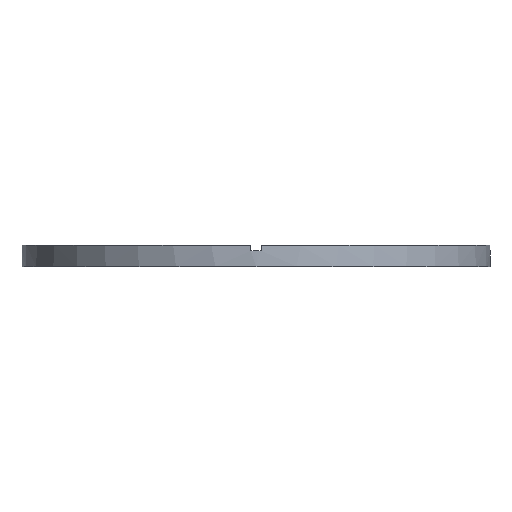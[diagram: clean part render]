
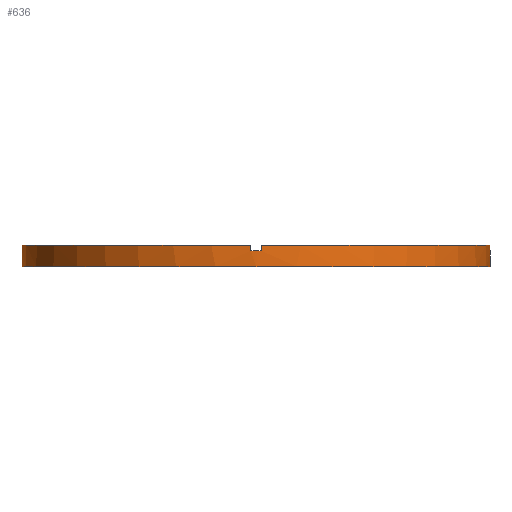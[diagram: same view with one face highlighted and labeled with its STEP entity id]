
A CAD part, front view. The second image highlights one B-rep face of the part: STEP entity #636.
In plain terms, the highlighted cylindrical face has radius 44.5 mm (diameter 89 mm), a partial arc.
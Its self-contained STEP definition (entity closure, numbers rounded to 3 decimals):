
#5 = DIRECTION ( 'NONE',  ( 0., 0., 1. ) ) ;
#8 = VERTEX_POINT ( 'NONE', #370 ) ;
#14 = LINE ( 'NONE', #499, #572 ) ;
#25 = DIRECTION ( 'NONE',  ( 0., 0., -1. ) ) ;
#26 = CARTESIAN_POINT ( 'NONE',  ( 0., 0., 4. ) ) ;
#41 = CARTESIAN_POINT ( 'NONE',  ( 1., -44.489, 4. ) ) ;
#44 = VECTOR ( 'NONE', #142, 1000. ) ;
#46 = LINE ( 'NONE', #606, #318 ) ;
#53 = EDGE_CURVE ( 'NONE', #729, #545, #492, .T. ) ;
#55 = LINE ( 'NONE', #541, #324 ) ;
#61 = FACE_OUTER_BOUND ( 'NONE', #517, .T. ) ;
#74 = CARTESIAN_POINT ( 'NONE',  ( 0., 0., 4. ) ) ;
#77 = CARTESIAN_POINT ( 'NONE',  ( 44.5, 0., 0. ) ) ;
#83 = CARTESIAN_POINT ( 'NONE',  ( -44.5, 0., 4. ) ) ;
#88 = DIRECTION ( 'NONE',  ( 0., 0., -1. ) ) ;
#96 = CIRCLE ( 'NONE', #677, 44.5 ) ;
#100 = EDGE_CURVE ( 'NONE', #223, #773, #335, .T. ) ;
#116 = DIRECTION ( 'NONE',  ( 0., 0., -1. ) ) ;
#120 = CIRCLE ( 'NONE', #253, 44.5 ) ;
#140 = CARTESIAN_POINT ( 'NONE',  ( 0., 0., 3. ) ) ;
#142 = DIRECTION ( 'NONE',  ( 0., 0., -1. ) ) ;
#147 = DIRECTION ( 'NONE',  ( 1., 0., 0. ) ) ;
#149 = LINE ( 'NONE', #519, #400 ) ;
#155 = CIRCLE ( 'NONE', #513, 44.5 ) ;
#162 = DIRECTION ( 'NONE',  ( 0., 0., 1. ) ) ;
#184 = ORIENTED_EDGE ( 'NONE', *, *, #649, .T. ) ;
#186 = ORIENTED_EDGE ( 'NONE', *, *, #685, .T. ) ;
#187 = VERTEX_POINT ( 'NONE', #352 ) ;
#188 = ORIENTED_EDGE ( 'NONE', *, *, #100, .T. ) ;
#203 = EDGE_CURVE ( 'NONE', #212, #508, #46, .T. ) ;
#212 = VERTEX_POINT ( 'NONE', #645 ) ;
#213 = ORIENTED_EDGE ( 'NONE', *, *, #53, .F. ) ;
#223 = VERTEX_POINT ( 'NONE', #587 ) ;
#229 = ORIENTED_EDGE ( 'NONE', *, *, #441, .T. ) ;
#253 = AXIS2_PLACEMENT_3D ( 'NONE', #74, #604, #147 ) ;
#258 = VERTEX_POINT ( 'NONE', #540 ) ;
#262 = DIRECTION ( 'NONE',  ( 1., 0., 0. ) ) ;
#271 = ORIENTED_EDGE ( 'NONE', *, *, #694, .F. ) ;
#276 = DIRECTION ( 'NONE',  ( 0., 0., 1. ) ) ;
#280 = CARTESIAN_POINT ( 'NONE',  ( -44.5, 0., 0. ) ) ;
#290 = CARTESIAN_POINT ( 'NONE',  ( 0., 0., 4. ) ) ;
#305 = DIRECTION ( 'NONE',  ( 1., 0., 0. ) ) ;
#318 = VECTOR ( 'NONE', #767, 1000. ) ;
#324 = VECTOR ( 'NONE', #699, 1000. ) ;
#329 = DIRECTION ( 'NONE',  ( -1., 0., 0. ) ) ;
#335 = LINE ( 'NONE', #83, #337 ) ;
#337 = VECTOR ( 'NONE', #116, 1000. ) ;
#352 = CARTESIAN_POINT ( 'NONE',  ( 44.5, 0., 3. ) ) ;
#353 = EDGE_CURVE ( 'NONE', #515, #508, #633, .T. ) ;
#359 = CARTESIAN_POINT ( 'NONE',  ( 44.489, -1., 4. ) ) ;
#362 = DIRECTION ( 'NONE',  ( 1., 0., 0. ) ) ;
#370 = CARTESIAN_POINT ( 'NONE',  ( -44.489, -1., 3. ) ) ;
#378 = CARTESIAN_POINT ( 'NONE',  ( 0., 0., 3. ) ) ;
#379 = AXIS2_PLACEMENT_3D ( 'NONE', #290, #553, #305 ) ;
#388 = CARTESIAN_POINT ( 'NONE',  ( -1., -44.489, 4. ) ) ;
#400 = VECTOR ( 'NONE', #25, 1000. ) ;
#408 = EDGE_CURVE ( 'NONE', #223, #8, #96, .T. ) ;
#417 = EDGE_CURVE ( 'NONE', #258, #702, #120, .T. ) ;
#441 = EDGE_CURVE ( 'NONE', #515, #545, #14, .T. ) ;
#445 = VERTEX_POINT ( 'NONE', #77 ) ;
#459 = ORIENTED_EDGE ( 'NONE', *, *, #725, .T. ) ;
#485 = ORIENTED_EDGE ( 'NONE', *, *, #417, .F. ) ;
#492 = CIRCLE ( 'NONE', #690, 44.5 ) ;
#499 = CARTESIAN_POINT ( 'NONE',  ( 1., -44.489, 4. ) ) ;
#508 = VERTEX_POINT ( 'NONE', #359 ) ;
#513 = AXIS2_PLACEMENT_3D ( 'NONE', #537, #162, #362 ) ;
#515 = VERTEX_POINT ( 'NONE', #41 ) ;
#517 = EDGE_LOOP ( 'NONE', ( #745, #271, #707, #552, #229, #213, #186, #485, #184, #520, #188, #459 ) ) ;
#519 = CARTESIAN_POINT ( 'NONE',  ( 44.5, 0., 4. ) ) ;
#520 = ORIENTED_EDGE ( 'NONE', *, *, #408, .F. ) ;
#537 = CARTESIAN_POINT ( 'NONE',  ( 0., 0., 0. ) ) ;
#540 = CARTESIAN_POINT ( 'NONE',  ( -44.489, -1., 4. ) ) ;
#541 = CARTESIAN_POINT ( 'NONE',  ( -1., -44.489, 4. ) ) ;
#545 = VERTEX_POINT ( 'NONE', #605 ) ;
#552 = ORIENTED_EDGE ( 'NONE', *, *, #353, .F. ) ;
#553 = DIRECTION ( 'NONE',  ( 0., 0., 1. ) ) ;
#572 = VECTOR ( 'NONE', #721, 1000. ) ;
#587 = CARTESIAN_POINT ( 'NONE',  ( -44.5, 0., 3. ) ) ;
#591 = LINE ( 'NONE', #755, #44 ) ;
#595 = CIRCLE ( 'NONE', #709, 44.5 ) ;
#596 = CYLINDRICAL_SURFACE ( 'NONE', #618, 44.5 ) ;
#604 = DIRECTION ( 'NONE',  ( 0., 0., 1. ) ) ;
#605 = CARTESIAN_POINT ( 'NONE',  ( 1., -44.489, 3. ) ) ;
#606 = CARTESIAN_POINT ( 'NONE',  ( 44.489, -1., 4. ) ) ;
#618 = AXIS2_PLACEMENT_3D ( 'NONE', #26, #88, #329 ) ;
#624 = CARTESIAN_POINT ( 'NONE',  ( 0., 0., 3. ) ) ;
#633 = CIRCLE ( 'NONE', #379, 44.5 ) ;
#636 = ADVANCED_FACE ( 'NONE', ( #61 ), #596, .T. ) ;
#641 = DIRECTION ( 'NONE',  ( 1., 0., 0. ) ) ;
#645 = CARTESIAN_POINT ( 'NONE',  ( 44.489, -1., 3. ) ) ;
#649 = EDGE_CURVE ( 'NONE', #258, #8, #591, .T. ) ;
#671 = DIRECTION ( 'NONE',  ( 0., 0., 1. ) ) ;
#677 = AXIS2_PLACEMENT_3D ( 'NONE', #624, #671, #715 ) ;
#685 = EDGE_CURVE ( 'NONE', #729, #702, #55, .T. ) ;
#690 = AXIS2_PLACEMENT_3D ( 'NONE', #378, #5, #262 ) ;
#694 = EDGE_CURVE ( 'NONE', #212, #187, #595, .T. ) ;
#699 = DIRECTION ( 'NONE',  ( 0., 0., 1. ) ) ;
#702 = VERTEX_POINT ( 'NONE', #388 ) ;
#707 = ORIENTED_EDGE ( 'NONE', *, *, #203, .T. ) ;
#709 = AXIS2_PLACEMENT_3D ( 'NONE', #140, #276, #641 ) ;
#715 = DIRECTION ( 'NONE',  ( 1., 0., 0. ) ) ;
#721 = DIRECTION ( 'NONE',  ( 0., 0., -1. ) ) ;
#725 = EDGE_CURVE ( 'NONE', #773, #445, #155, .T. ) ;
#729 = VERTEX_POINT ( 'NONE', #741 ) ;
#736 = EDGE_CURVE ( 'NONE', #187, #445, #149, .T. ) ;
#741 = CARTESIAN_POINT ( 'NONE',  ( -1., -44.489, 3. ) ) ;
#745 = ORIENTED_EDGE ( 'NONE', *, *, #736, .F. ) ;
#755 = CARTESIAN_POINT ( 'NONE',  ( -44.489, -1., 4. ) ) ;
#767 = DIRECTION ( 'NONE',  ( 0., 0., 1. ) ) ;
#773 = VERTEX_POINT ( 'NONE', #280 ) ;
